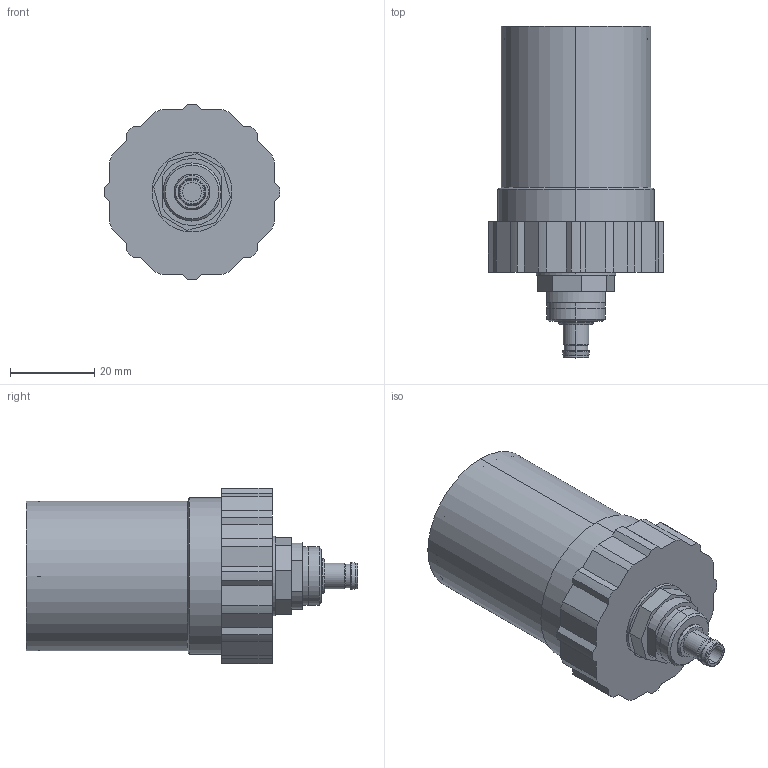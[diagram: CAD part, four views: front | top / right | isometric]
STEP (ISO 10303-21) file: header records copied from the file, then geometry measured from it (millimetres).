
FILE_DESCRIPTION (( 'STEP AP203' ), '1' );
FILE_NAME ('9210101.step', '2023-05-17T14:16:24', ( '' ), ( '' ), 'SwSTEP 2.0', 'SolidWorks 2021', '' );
FILE_SCHEMA (( 'CONFIG_CONTROL_DESIGN' ));
Length unit declared in the file: inch
Products named in the file (1): 9210101
Bounding box: 41.8 x 78.9 x 41.79 mm (x, y, z)
Volume: 62077.6 mm3; surface area: 12244.6 mm2
Topology: 4 solids, 4 shells, 118 faces, 287 edges, 184 vertices
Faces by surface type: plane 57, cylinder 43, cone 10, bspline 8
Entity records: 3620 total; most frequent: CARTESIAN_POINT 734, DIRECTION 601, ORIENTED_EDGE 574, EDGE_CURVE 287, AXIS2_PLACEMENT_3D 211, VERTEX_POINT 184, VECTOR 179, LINE 179
